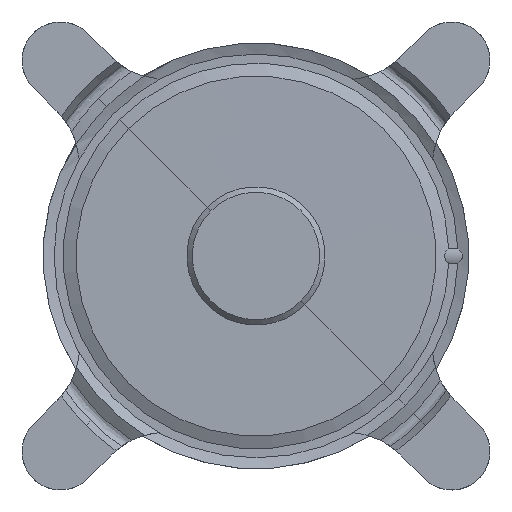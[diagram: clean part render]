
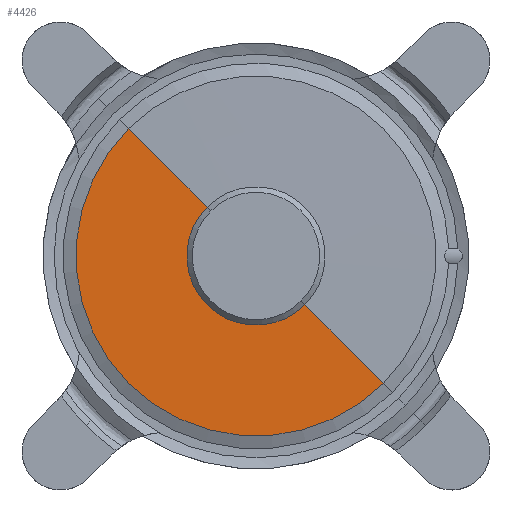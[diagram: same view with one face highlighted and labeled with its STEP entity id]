
A CAD part, front view. The second image highlights one B-rep face of the part: STEP entity #4426.
In plain terms, the highlighted conical face has half-angle 89.755 degrees and reference radius 0.9 mm.
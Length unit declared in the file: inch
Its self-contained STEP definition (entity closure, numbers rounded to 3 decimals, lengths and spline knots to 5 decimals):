
#287 = FACE_OUTER_BOUND ( 'NONE', #358, .T. ) ;
#302 = CARTESIAN_POINT ( 'NONE',  ( 0.02505, -0.10262, -0.02505 ) ) ;
#358 = EDGE_LOOP ( 'NONE', ( #734, #5247, #664, #2616 ) ) ;
#655 = DIRECTION ( 'NONE',  ( 0.707, 0., -0.707 ) ) ;
#664 = ORIENTED_EDGE ( 'NONE', *, *, #3101, .T. ) ;
#734 = ORIENTED_EDGE ( 'NONE', *, *, #3258, .T. ) ;
#1028 = DIRECTION ( 'NONE',  ( 0.707, -0.004, -0.707 ) ) ;
#1197 = VERTEX_POINT ( 'NONE', #7134 ) ;
#1217 = CIRCLE ( 'NONE', #4928, 0.09222 ) ;
#1333 = EDGE_CURVE ( 'NONE', #1197, #3007, #5351, .T. ) ;
#1498 = VECTOR ( 'NONE', #6379, 39.37008 ) ;
#1583 = VERTEX_POINT ( 'NONE', #3425 ) ;
#1704 = DIRECTION ( 'NONE',  ( 0., -1., 0. ) ) ;
#2156 = CARTESIAN_POINT ( 'NONE',  ( 0., -0.10262, 0. ) ) ;
#2616 = ORIENTED_EDGE ( 'NONE', *, *, #3569, .F. ) ;
#2727 = VERTEX_POINT ( 'NONE', #302 ) ;
#2822 = DIRECTION ( 'NONE',  ( 0., 1., 0. ) ) ;
#3007 = VERTEX_POINT ( 'NONE', #3881 ) ;
#3101 = EDGE_CURVE ( 'NONE', #1197, #1583, #1217, .T. ) ;
#3109 = CARTESIAN_POINT ( 'NONE',  ( 0., -0.10238, 0. ) ) ;
#3258 = EDGE_CURVE ( 'NONE', #2727, #3007, #3343, .T. ) ;
#3316 = DIRECTION ( 'NONE',  ( 0., 1., 0. ) ) ;
#3343 = CIRCLE ( 'NONE', #3609, 0.03543 ) ;
#3425 = CARTESIAN_POINT ( 'NONE',  ( 0.06521, -0.10238, -0.06521 ) ) ;
#3524 = CARTESIAN_POINT ( 'NONE',  ( -0.04513, -0.1025, 0.04513 ) ) ;
#3569 = EDGE_CURVE ( 'NONE', #2727, #1583, #5635, .T. ) ;
#3609 = AXIS2_PLACEMENT_3D ( 'NONE', #6352, #3316, #655 ) ;
#3881 = CARTESIAN_POINT ( 'NONE',  ( -0.02505, -0.10262, 0.02505 ) ) ;
#4421 = CONICAL_SURFACE ( 'NONE', #7328, 0.03543, 1.567 ) ;
#4426 = ADVANCED_FACE ( 'NONE', ( #287 ), #4421, .T. ) ;
#4928 = AXIS2_PLACEMENT_3D ( 'NONE', #3109, #1704, #8164 ) ;
#5247 = ORIENTED_EDGE ( 'NONE', *, *, #1333, .F. ) ;
#5351 = LINE ( 'NONE', #3524, #8061 ) ;
#5360 = DIRECTION ( 'NONE',  ( -0.707, 0., 0.707 ) ) ;
#5635 = LINE ( 'NONE', #7578, #1498 ) ;
#6352 = CARTESIAN_POINT ( 'NONE',  ( 0., -0.10262, 0. ) ) ;
#6379 = DIRECTION ( 'NONE',  ( 0.707, 0.004, -0.707 ) ) ;
#7134 = CARTESIAN_POINT ( 'NONE',  ( -0.06521, -0.10238, 0.06521 ) ) ;
#7328 = AXIS2_PLACEMENT_3D ( 'NONE', #2156, #2822, #5360 ) ;
#7578 = CARTESIAN_POINT ( 'NONE',  ( 0.04513, -0.1025, -0.04513 ) ) ;
#8061 = VECTOR ( 'NONE', #1028, 39.37008 ) ;
#8164 = DIRECTION ( 'NONE',  ( -0.707, 0., 0.707 ) ) ;
